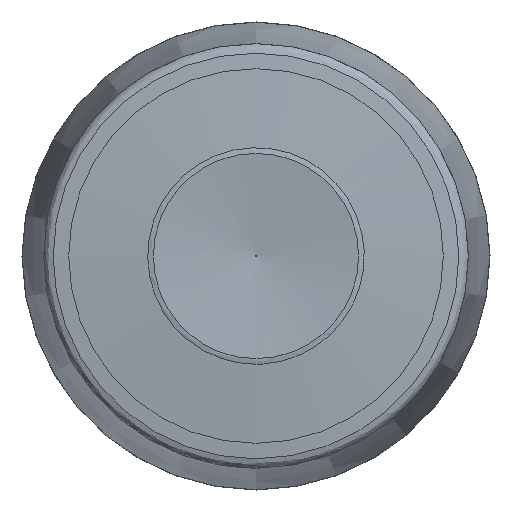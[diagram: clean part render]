
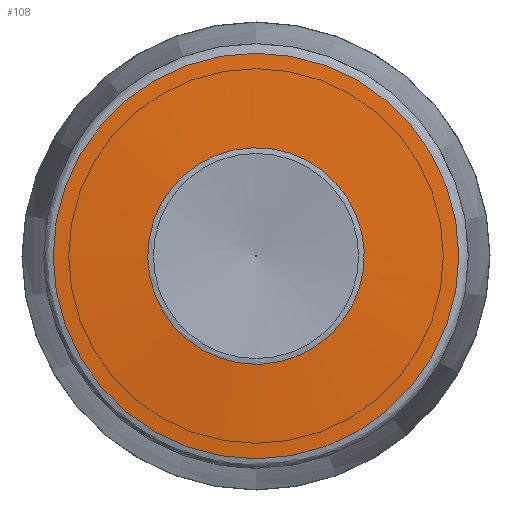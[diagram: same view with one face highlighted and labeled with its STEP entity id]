
A CAD part, left-side view. The second image highlights one B-rep face of the part: STEP entity #108.
In plain terms, the highlighted face is a revolution surface.
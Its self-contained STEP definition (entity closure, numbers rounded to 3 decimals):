
#24=SURFACE_OF_REVOLUTION('',#38,#31);
#31=AXIS1_PLACEMENT('',#623,#526);
#38=LINE('',#622,#42);
#42=VECTOR('',#525,10.997);
#108=ADVANCED_FACE('',(#161,#162),#24,.T.);
#161=FACE_BOUND('',#217,.T.);
#162=FACE_BOUND('',#218,.T.);
#217=EDGE_LOOP('',(#273));
#218=EDGE_LOOP('',(#274));
#273=ORIENTED_EDGE('',*,*,#337,.F.);
#274=ORIENTED_EDGE('',*,*,#338,.F.);
#309=VERTEX_POINT('',#619);
#310=VERTEX_POINT('',#621);
#337=EDGE_CURVE('',#309,#309,#365,.T.);
#338=EDGE_CURVE('',#310,#310,#366,.T.);
#365=CIRCLE('',#420,23.401);
#366=CIRCLE('',#421,12.493);
#420=AXIS2_PLACEMENT_3D('',#618,#521,#522);
#421=AXIS2_PLACEMENT_3D('',#620,#523,#524);
#521=DIRECTION('',(1.,0.,0.));
#522=DIRECTION('',(0.,0.,-1.));
#523=DIRECTION('',(-1.,0.,0.));
#524=DIRECTION('',(0.,0.,-1.));
#525=DIRECTION('',(0.078,-0.989,0.121));
#526=DIRECTION('',(1.,0.,0.));
#618=CARTESIAN_POINT('',(0.987,0.,0.));
#619=CARTESIAN_POINT('',(0.987,0.,-23.401));
#620=CARTESIAN_POINT('',(0.125,0.,0.));
#621=CARTESIAN_POINT('',(0.125,0.,-12.493));
#622=CARTESIAN_POINT('',(0.125,-12.073,3.214));
#623=CARTESIAN_POINT('',(3.595,0.,0.));
